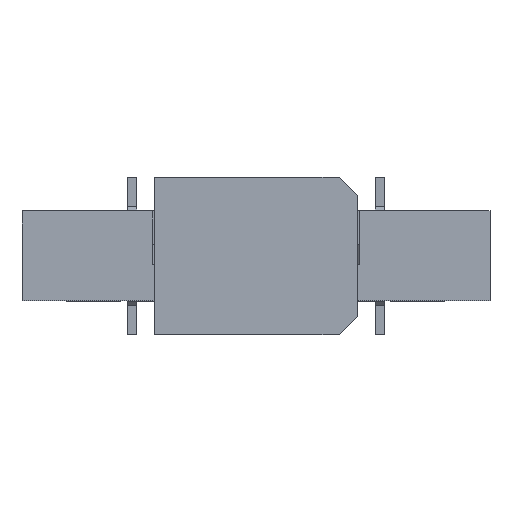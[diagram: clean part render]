
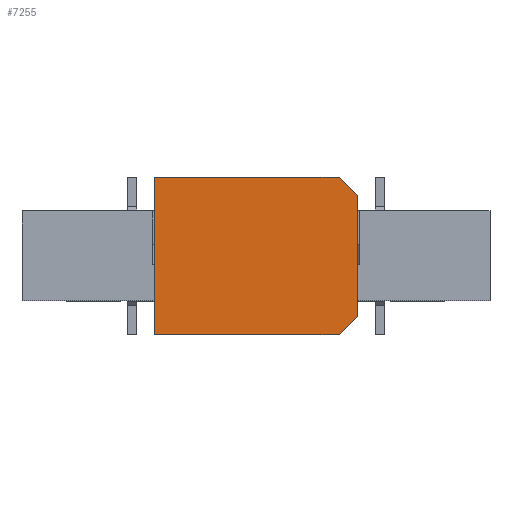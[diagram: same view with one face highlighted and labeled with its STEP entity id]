
A CAD part, top view. The second image highlights one B-rep face of the part: STEP entity #7255.
In plain terms, the highlighted planar face has unit normal (0, 0, 1).
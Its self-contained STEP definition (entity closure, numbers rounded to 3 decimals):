
#1890=ORIENTED_EDGE('',*,*,#3125,.T.);
#1891=ORIENTED_EDGE('',*,*,#3126,.T.);
#1892=ORIENTED_EDGE('',*,*,#3127,.T.);
#1893=ORIENTED_EDGE('',*,*,#3128,.F.);
#1894=ORIENTED_EDGE('',*,*,#3123,.F.);
#1895=ORIENTED_EDGE('',*,*,#3129,.T.);
#3123=EDGE_CURVE('',#3862,#3863,#4803,.T.);
#3125=EDGE_CURVE('',#3864,#3865,#4805,.T.);
#3126=EDGE_CURVE('',#3865,#3866,#4806,.T.);
#3127=EDGE_CURVE('',#3866,#3867,#4807,.T.);
#3128=EDGE_CURVE('',#3863,#3867,#4808,.T.);
#3129=EDGE_CURVE('',#3862,#3864,#4809,.T.);
#3862=VERTEX_POINT('',#11367);
#3863=VERTEX_POINT('',#11369);
#3864=VERTEX_POINT('',#11373);
#3865=VERTEX_POINT('',#11374);
#3866=VERTEX_POINT('',#11376);
#3867=VERTEX_POINT('',#11378);
#4803=LINE('',#11368,#5785);
#4805=LINE('',#11372,#5787);
#4806=LINE('',#11375,#5788);
#4807=LINE('',#11377,#5789);
#4808=LINE('',#11379,#5790);
#4809=LINE('',#11380,#5791);
#5785=VECTOR('',#9297,1000.);
#5787=VECTOR('',#9301,1000.);
#5788=VECTOR('',#9302,1000.);
#5789=VECTOR('',#9303,1000.);
#5790=VECTOR('',#9304,1000.);
#5791=VECTOR('',#9305,1000.);
#6219=EDGE_LOOP('',(#1890,#1891,#1892,#1893,#1894,#1895));
#6577=FACE_BOUND('',#6219,.T.);
#6914=PLANE('',#7721);
#7255=ADVANCED_FACE('',(#6577),#6914,.T.);
#7721=AXIS2_PLACEMENT_3D('',#11371,#9299,#9300);
#9297=DIRECTION('',(-1.,0.,0.));
#9299=DIRECTION('',(0.,0.,1.));
#9300=DIRECTION('',(1.,0.,0.));
#9301=DIRECTION('',(0.,1.,0.));
#9302=DIRECTION('',(-0.707,0.707,0.));
#9303=DIRECTION('',(-1.,0.,0.));
#9304=DIRECTION('',(0.,1.,0.));
#9305=DIRECTION('',(0.707,0.707,0.));
#11367=CARTESIAN_POINT('',(1.845,-1.75,0.3));
#11368=CARTESIAN_POINT('',(2.25,-1.75,0.3));
#11369=CARTESIAN_POINT('',(-2.25,-1.75,0.3));
#11371=CARTESIAN_POINT('',(2.25,-1.75,0.3));
#11372=CARTESIAN_POINT('',(2.25,-1.75,0.3));
#11373=CARTESIAN_POINT('',(2.25,-1.345,0.3));
#11374=CARTESIAN_POINT('',(2.25,1.345,0.3));
#11375=CARTESIAN_POINT('',(3.798,-0.203,0.3));
#11376=CARTESIAN_POINT('',(1.845,1.75,0.3));
#11377=CARTESIAN_POINT('',(2.25,1.75,0.3));
#11378=CARTESIAN_POINT('',(-2.25,1.75,0.3));
#11379=CARTESIAN_POINT('',(-2.25,-1.75,0.3));
#11380=CARTESIAN_POINT('',(2.048,-1.548,0.3));
